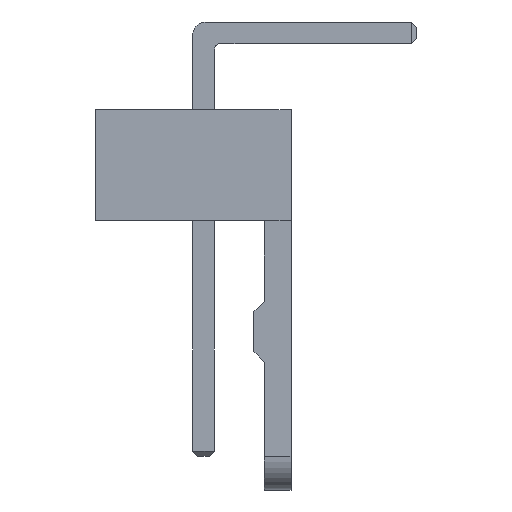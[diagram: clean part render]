
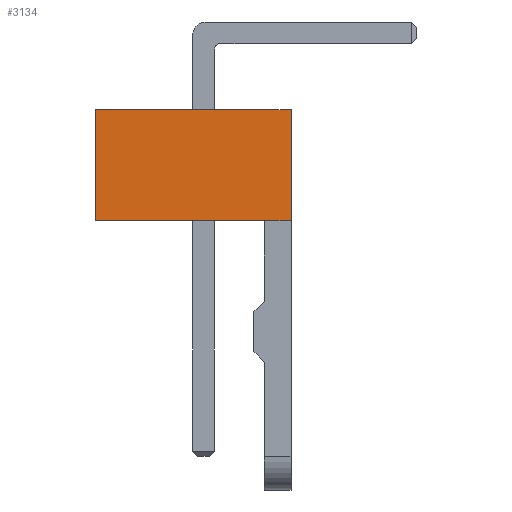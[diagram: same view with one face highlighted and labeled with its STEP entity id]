
A CAD part, left-side view. The second image highlights one B-rep face of the part: STEP entity #3134.
In plain terms, the highlighted planar face has unit normal (-1, 0, 0).
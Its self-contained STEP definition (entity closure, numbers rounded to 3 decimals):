
#2 = ORIENTED_EDGE ( 'NONE', *, *, #135, .T. ) ;
#12 = EDGE_LOOP ( 'NONE', ( #2, #2802, #784, #1671 ) ) ;
#61 = EDGE_CURVE ( 'NONE', #1543, #259, #3449, .T. ) ;
#135 = EDGE_CURVE ( 'NONE', #465, #3409, #3245, .T. ) ;
#259 = VERTEX_POINT ( 'NONE', #1450 ) ;
#398 = DIRECTION ( 'NONE',  ( 1., 0., 0. ) ) ;
#408 = PLANE ( 'NONE',  #1678 ) ;
#414 = CARTESIAN_POINT ( 'NONE',  ( -2.54, 0., -3.3 ) ) ;
#465 = VERTEX_POINT ( 'NONE', #414 ) ;
#568 = DIRECTION ( 'NONE',  ( 0., -1., 0. ) ) ;
#784 = ORIENTED_EDGE ( 'NONE', *, *, #61, .F. ) ;
#856 = CARTESIAN_POINT ( 'NONE',  ( -2.54, 0., 0. ) ) ;
#975 = CARTESIAN_POINT ( 'NONE',  ( -2.54, 5.8, 0. ) ) ;
#1137 = DIRECTION ( 'NONE',  ( 0., 0., 1. ) ) ;
#1146 = CARTESIAN_POINT ( 'NONE',  ( -2.54, 5.8, -3.3 ) ) ;
#1182 = VECTOR ( 'NONE', #2170, 1000. ) ;
#1222 = VECTOR ( 'NONE', #1137, 1000. ) ;
#1397 = CARTESIAN_POINT ( 'NONE',  ( -2.54, 5.8, 0. ) ) ;
#1437 = DIRECTION ( 'NONE',  ( 0., -1., 0. ) ) ;
#1450 = CARTESIAN_POINT ( 'NONE',  ( -2.54, 5.8, 0. ) ) ;
#1543 = VERTEX_POINT ( 'NONE', #2477 ) ;
#1671 = ORIENTED_EDGE ( 'NONE', *, *, #2552, .T. ) ;
#1678 = AXIS2_PLACEMENT_3D ( 'NONE', #975, #398, #1763 ) ;
#1714 = VECTOR ( 'NONE', #1437, 1000. ) ;
#1763 = DIRECTION ( 'NONE',  ( 0., 0., -1. ) ) ;
#2170 = DIRECTION ( 'NONE',  ( 0., 0., 1. ) ) ;
#2286 = VECTOR ( 'NONE', #568, 1000. ) ;
#2421 = LINE ( 'NONE', #1397, #1714 ) ;
#2476 = CARTESIAN_POINT ( 'NONE',  ( -2.54, 0., 0. ) ) ;
#2477 = CARTESIAN_POINT ( 'NONE',  ( -2.54, 5.8, -3.3 ) ) ;
#2543 = LINE ( 'NONE', #1146, #2286 ) ;
#2552 = EDGE_CURVE ( 'NONE', #1543, #465, #2543, .T. ) ;
#2596 = EDGE_CURVE ( 'NONE', #259, #3409, #2421, .T. ) ;
#2802 = ORIENTED_EDGE ( 'NONE', *, *, #2596, .F. ) ;
#3134 = ADVANCED_FACE ( 'NONE', ( #3484 ), #408, .F. ) ;
#3245 = LINE ( 'NONE', #2476, #1222 ) ;
#3409 = VERTEX_POINT ( 'NONE', #856 ) ;
#3449 = LINE ( 'NONE', #3514, #1182 ) ;
#3484 = FACE_OUTER_BOUND ( 'NONE', #12, .T. ) ;
#3514 = CARTESIAN_POINT ( 'NONE',  ( -2.54, 5.8, 0. ) ) ;
